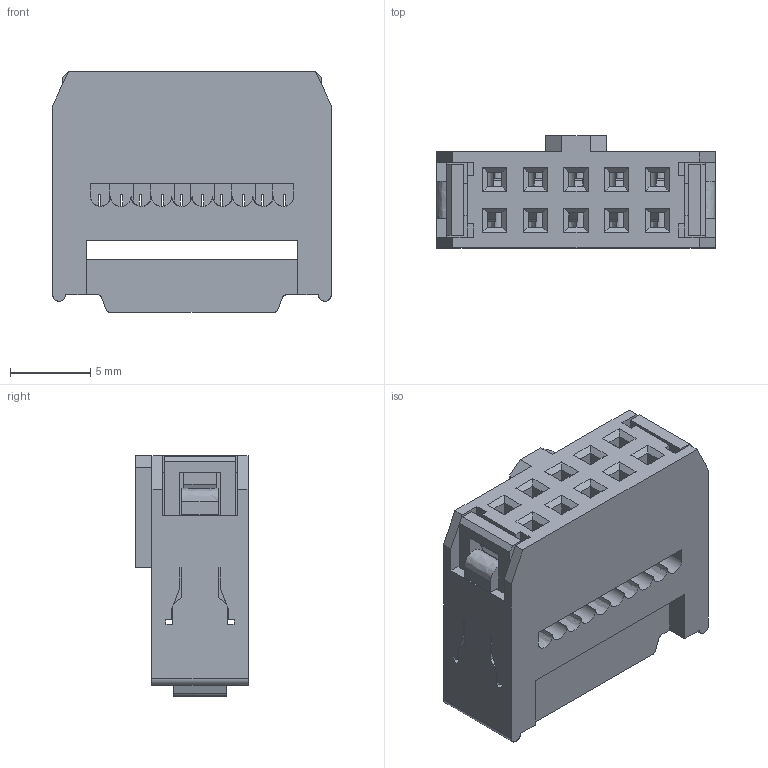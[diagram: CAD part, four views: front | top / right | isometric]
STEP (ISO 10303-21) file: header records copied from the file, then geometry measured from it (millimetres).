
FILE_DESCRIPTION(/* description */ (''),/* implementation_level */ '2;1');
FILE_NAME(/* name */ '141-10-10-xx..stp',/* time_stamp */ '2024-10-24T12:42:07+02:00',/* author */ ('Andreas.Larin'),/* organization */ (''),/* preprocessor_version */ 'ST-DEVELOPER v20',/* originating_system */ 'Autodesk Inventor 2025',/* authorisation */ '');
FILE_SCHEMA (('AUTOMOTIVE_DESIGN { 1 0 10303 214 3 1 1 }'));
Length unit declared in the file: millimetre
Products named in the file (1): 10124_70040_20241024
Bounding box: 17.4 x 7 x 15.05 mm (x, y, z)
Volume: 1096.3 mm3; surface area: 1962.5 mm2
Topology: 1 solids, 11 shells, 731 faces, 2161 edges, 1412 vertices
Faces by surface type: plane 651, bspline 80
Entity records: 27888 total; most frequent: CARTESIAN_POINT 8975, ORIENTED_EDGE 4322, DIRECTION 3211, EDGE_CURVE 2161, LINE 1907, VECTOR 1907, VERTEX_POINT 1412, EDGE_LOOP 779
